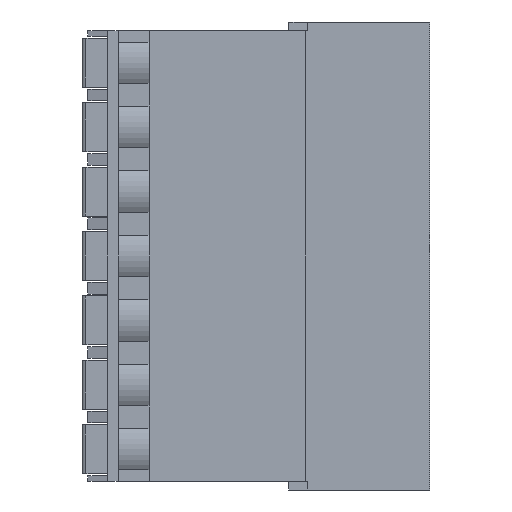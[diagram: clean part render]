
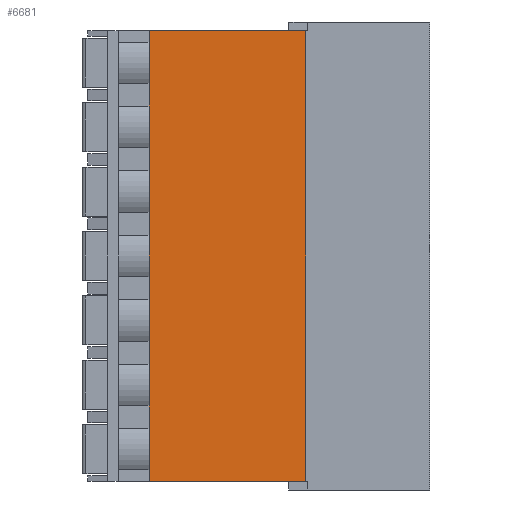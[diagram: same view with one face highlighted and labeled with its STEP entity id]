
A CAD part, left-side view. The second image highlights one B-rep face of the part: STEP entity #6681.
In plain terms, the highlighted planar face has unit normal (-1, 0, 0).
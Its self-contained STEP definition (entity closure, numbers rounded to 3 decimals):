
#139=DIRECTION('',(0.,-1.,0.));
#140=VECTOR('',#139,12.15);
#141=CARTESIAN_POINT('',(-4.009,8.128,-32.5));
#142=LINE('',#141,#140);
#434=DIRECTION('',(0.,-1.,0.));
#435=VECTOR('',#434,12.15);
#436=CARTESIAN_POINT('',(-4.009,8.128,2.5));
#437=LINE('',#436,#435);
#539=DIRECTION('',(0.,0.,1.));
#540=VECTOR('',#539,35.);
#541=CARTESIAN_POINT('',(-4.009,-4.022,-32.5));
#542=LINE('',#541,#540);
#555=DIRECTION('',(0.,0.,1.));
#556=VECTOR('',#555,2.5);
#557=CARTESIAN_POINT('',(-4.009,8.128,-32.5));
#558=LINE('',#557,#556);
#559=DIRECTION('',(0.,0.,-1.));
#560=VECTOR('',#559,2.5);
#561=CARTESIAN_POINT('',(-4.009,8.128,2.5));
#562=LINE('',#561,#560);
#586=DIRECTION('',(0.,0.,-1.));
#587=VECTOR('',#586,5.);
#588=CARTESIAN_POINT('',(-4.009,8.128,-25.));
#589=LINE('',#588,#587);
#630=DIRECTION('',(0.,0.,-1.));
#631=VECTOR('',#630,5.);
#632=CARTESIAN_POINT('',(-4.009,8.128,-20.));
#633=LINE('',#632,#631);
#674=DIRECTION('',(0.,0.,-1.));
#675=VECTOR('',#674,5.);
#676=CARTESIAN_POINT('',(-4.009,8.128,-15.));
#677=LINE('',#676,#675);
#718=DIRECTION('',(0.,0.,-1.));
#719=VECTOR('',#718,5.);
#720=CARTESIAN_POINT('',(-4.009,8.128,-10.));
#721=LINE('',#720,#719);
#762=DIRECTION('',(0.,0.,-1.));
#763=VECTOR('',#762,5.);
#764=CARTESIAN_POINT('',(-4.009,8.128,-5.));
#765=LINE('',#764,#763);
#806=DIRECTION('',(0.,0.,-1.));
#807=VECTOR('',#806,5.);
#808=CARTESIAN_POINT('',(-4.009,8.128,0.));
#809=LINE('',#808,#807);
#4729=CARTESIAN_POINT('',(-4.009,-4.022,-32.5));
#4731=VERTEX_POINT('',#4729);
#4749=CARTESIAN_POINT('',(-4.009,-4.022,2.5));
#4751=VERTEX_POINT('',#4749);
#4909=CARTESIAN_POINT('',(-4.009,8.128,2.5));
#4911=VERTEX_POINT('',#4909);
#4919=CARTESIAN_POINT('',(-4.009,8.128,0.));
#4920=VERTEX_POINT('',#4919);
#5111=CARTESIAN_POINT('',(-4.009,8.128,-5.));
#5112=VERTEX_POINT('',#5111);
#5289=CARTESIAN_POINT('',(-4.009,8.128,-10.));
#5290=VERTEX_POINT('',#5289);
#5421=CARTESIAN_POINT('',(-4.009,8.128,-15.));
#5422=VERTEX_POINT('',#5421);
#5553=CARTESIAN_POINT('',(-4.009,8.128,-20.));
#5554=VERTEX_POINT('',#5553);
#5823=CARTESIAN_POINT('',(-4.009,8.128,-25.));
#5824=VERTEX_POINT('',#5823);
#6003=CARTESIAN_POINT('',(-4.009,8.128,-30.));
#6004=VERTEX_POINT('',#6003);
#6067=CARTESIAN_POINT('',(-4.009,8.128,-32.5));
#6068=VERTEX_POINT('',#6067);
#6655=CARTESIAN_POINT('',(-4.009,11.328,-32.5));
#6656=DIRECTION('',(-1.,0.,0.));
#6657=DIRECTION('',(0.,-1.,0.));
#6658=AXIS2_PLACEMENT_3D('',#6655,#6656,#6657);
#6659=PLANE('',#6658);
#6661=ORIENTED_EDGE('',*,*,#6660,.T.);
#6663=ORIENTED_EDGE('',*,*,#6662,.F.);
#6665=ORIENTED_EDGE('',*,*,#6664,.F.);
#6667=ORIENTED_EDGE('',*,*,#6666,.F.);
#6669=ORIENTED_EDGE('',*,*,#6668,.F.);
#6671=ORIENTED_EDGE('',*,*,#6670,.F.);
#6673=ORIENTED_EDGE('',*,*,#6672,.F.);
#6675=ORIENTED_EDGE('',*,*,#6674,.F.);
#6676=ORIENTED_EDGE('',*,*,#6524,.T.);
#6677=ORIENTED_EDGE('',*,*,#6620,.F.);
#6678=ORIENTED_EDGE('',*,*,#6150,.F.);
#6679=EDGE_LOOP('',(#6661,#6663,#6665,#6667,#6669,#6671,#6673,#6675,#6676,#6677,
#6678));
#6680=FACE_OUTER_BOUND('',#6679,.F.);
#6150=EDGE_CURVE('',#6068,#4731,#142,.T.);
#6524=EDGE_CURVE('',#4911,#4751,#437,.T.);
#6620=EDGE_CURVE('',#4731,#4751,#542,.T.);
#6660=EDGE_CURVE('',#6068,#6004,#558,.T.);
#6662=EDGE_CURVE('',#5824,#6004,#589,.T.);
#6664=EDGE_CURVE('',#5554,#5824,#633,.T.);
#6666=EDGE_CURVE('',#5422,#5554,#677,.T.);
#6668=EDGE_CURVE('',#5290,#5422,#721,.T.);
#6670=EDGE_CURVE('',#5112,#5290,#765,.T.);
#6672=EDGE_CURVE('',#4920,#5112,#809,.T.);
#6674=EDGE_CURVE('',#4911,#4920,#562,.T.);
#6681=ADVANCED_FACE('',(#6680),#6659,.T.);
